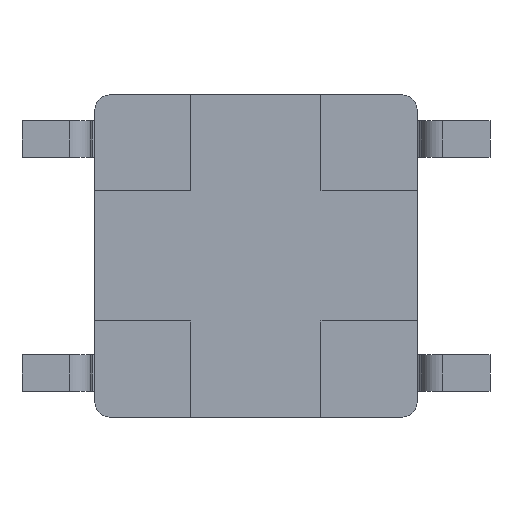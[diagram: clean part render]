
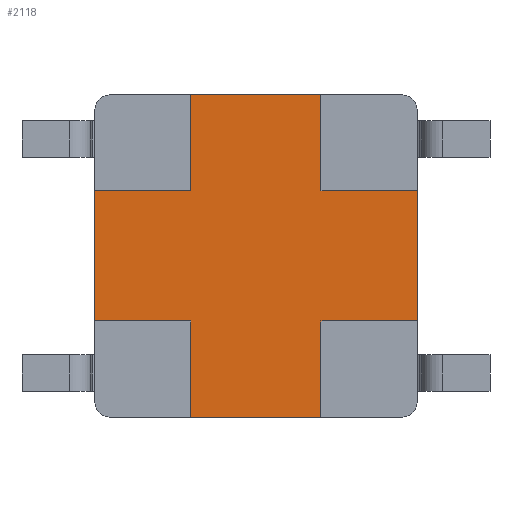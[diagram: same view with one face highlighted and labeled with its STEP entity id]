
A CAD part, left-side view. The second image highlights one B-rep face of the part: STEP entity #2118.
In plain terms, the highlighted planar face has unit normal (-1, 0, 0).
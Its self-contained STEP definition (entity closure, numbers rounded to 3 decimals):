
#203=FACE_OUTER_BOUND('',#322,.T.);
#322=EDGE_LOOP('',(#1682,#1683,#1684,#1685,#1686,#1687,#1688,#1689,#1690,
#1691,#1692,#1693));
#409=LINE('',#3072,#630);
#423=LINE('',#3113,#644);
#443=LINE('',#3161,#664);
#506=LINE('',#3315,#727);
#527=LINE('',#3367,#748);
#545=LINE('',#3403,#766);
#561=LINE('',#3439,#782);
#562=LINE('',#3441,#783);
#563=LINE('',#3442,#784);
#564=LINE('',#3444,#785);
#565=LINE('',#3445,#786);
#566=LINE('',#3446,#787);
#630=VECTOR('',#2454,1000.);
#644=VECTOR('',#2490,1000.);
#664=VECTOR('',#2528,1000.);
#727=VECTOR('',#2661,1000.);
#748=VECTOR('',#2712,1000.);
#766=VECTOR('',#2752,1000.);
#782=VECTOR('',#2796,1000.);
#783=VECTOR('',#2797,1000.);
#784=VECTOR('',#2798,1000.);
#785=VECTOR('',#2799,1000.);
#786=VECTOR('',#2800,1000.);
#787=VECTOR('',#2801,1000.);
#859=VERTEX_POINT('',#3069);
#860=VERTEX_POINT('',#3071);
#875=VERTEX_POINT('',#3110);
#876=VERTEX_POINT('',#3112);
#894=VERTEX_POINT('',#3158);
#895=VERTEX_POINT('',#3160);
#950=VERTEX_POINT('',#3312);
#951=VERTEX_POINT('',#3314);
#973=VERTEX_POINT('',#3400);
#974=VERTEX_POINT('',#3402);
#981=VERTEX_POINT('',#3440);
#982=VERTEX_POINT('',#3443);
#1058=EDGE_CURVE('',#859,#860,#409,.T.);
#1078=EDGE_CURVE('',#875,#876,#423,.T.);
#1101=EDGE_CURVE('',#894,#895,#443,.T.);
#1180=EDGE_CURVE('',#951,#950,#506,.T.);
#1207=EDGE_CURVE('',#859,#951,#527,.T.);
#1226=EDGE_CURVE('',#974,#973,#545,.T.);
#1245=EDGE_CURVE('',#973,#876,#561,.T.);
#1246=EDGE_CURVE('',#875,#981,#562,.T.);
#1247=EDGE_CURVE('',#981,#895,#563,.T.);
#1248=EDGE_CURVE('',#894,#982,#564,.T.);
#1249=EDGE_CURVE('',#982,#860,#565,.T.);
#1250=EDGE_CURVE('',#974,#950,#566,.T.);
#1682=ORIENTED_EDGE('',*,*,#1226,.T.);
#1683=ORIENTED_EDGE('',*,*,#1245,.T.);
#1684=ORIENTED_EDGE('',*,*,#1078,.F.);
#1685=ORIENTED_EDGE('',*,*,#1246,.T.);
#1686=ORIENTED_EDGE('',*,*,#1247,.T.);
#1687=ORIENTED_EDGE('',*,*,#1101,.F.);
#1688=ORIENTED_EDGE('',*,*,#1248,.T.);
#1689=ORIENTED_EDGE('',*,*,#1249,.T.);
#1690=ORIENTED_EDGE('',*,*,#1058,.F.);
#1691=ORIENTED_EDGE('',*,*,#1207,.T.);
#1692=ORIENTED_EDGE('',*,*,#1180,.T.);
#1693=ORIENTED_EDGE('',*,*,#1250,.F.);
#1941=PLANE('',#2299);
#2118=ADVANCED_FACE('',(#203),#1941,.T.);
#2299=AXIS2_PLACEMENT_3D('',#3438,#2794,#2795);
#2454=DIRECTION('',(0.,1.,0.));
#2490=DIRECTION('',(0.,-1.,0.));
#2528=DIRECTION('',(0.,0.,1.));
#2661=DIRECTION('',(0.,-1.,0.));
#2712=DIRECTION('',(0.,0.,1.));
#2752=DIRECTION('',(0.,1.,0.));
#2794=DIRECTION('center_axis',(-1.,0.,0.));
#2795=DIRECTION('ref_axis',(0.,0.,1.));
#2796=DIRECTION('',(0.,0.,1.));
#2797=DIRECTION('',(0.,0.,-1.));
#2798=DIRECTION('',(0.,1.,0.));
#2799=DIRECTION('',(0.,-1.,0.));
#2800=DIRECTION('',(0.,0.,-1.));
#2801=DIRECTION('',(0.,0.,-1.));
#3069=CARTESIAN_POINT('',(0.3,-1.25,-3.1));
#3071=CARTESIAN_POINT('',(0.3,1.25,-3.1));
#3072=CARTESIAN_POINT('',(0.3,-1.25,-3.1));
#3110=CARTESIAN_POINT('',(0.3,1.25,3.1));
#3112=CARTESIAN_POINT('',(0.3,-1.25,3.1));
#3113=CARTESIAN_POINT('',(0.3,1.25,3.1));
#3158=CARTESIAN_POINT('',(0.3,3.1,-1.25));
#3160=CARTESIAN_POINT('',(0.3,3.1,1.25));
#3161=CARTESIAN_POINT('',(0.3,3.1,-1.25));
#3312=CARTESIAN_POINT('',(0.3,-3.1,-1.25));
#3314=CARTESIAN_POINT('',(0.3,-1.25,-1.25));
#3315=CARTESIAN_POINT('',(0.3,-1.25,-1.25));
#3367=CARTESIAN_POINT('',(0.3,-1.25,-3.1));
#3400=CARTESIAN_POINT('',(0.3,-1.25,1.25));
#3402=CARTESIAN_POINT('',(0.3,-3.1,1.25));
#3403=CARTESIAN_POINT('',(0.3,-3.1,1.25));
#3438=CARTESIAN_POINT('Origin',(0.3,0.,0.));
#3439=CARTESIAN_POINT('',(0.3,-1.25,1.25));
#3440=CARTESIAN_POINT('',(0.3,1.25,1.25));
#3441=CARTESIAN_POINT('',(0.3,1.25,3.1));
#3442=CARTESIAN_POINT('',(0.3,1.25,1.25));
#3443=CARTESIAN_POINT('',(0.3,1.25,-1.25));
#3444=CARTESIAN_POINT('',(0.3,3.1,-1.25));
#3445=CARTESIAN_POINT('',(0.3,1.25,-1.25));
#3446=CARTESIAN_POINT('',(0.3,-3.1,1.25));
